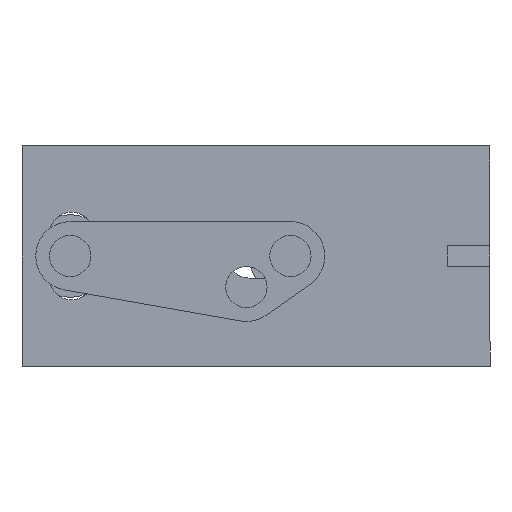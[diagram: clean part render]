
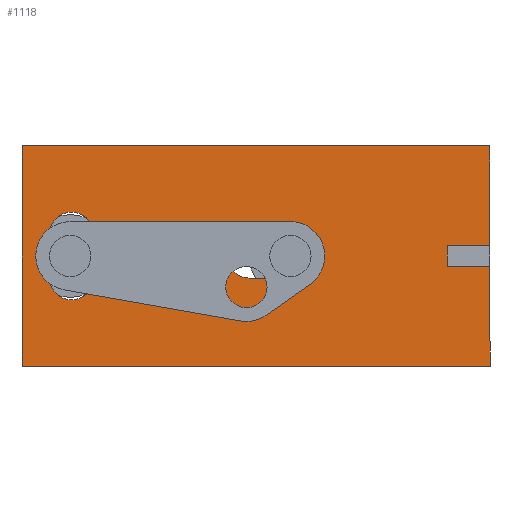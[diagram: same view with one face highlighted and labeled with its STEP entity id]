
A CAD part, left-side view. The second image highlights one B-rep face of the part: STEP entity #1118.
In plain terms, the highlighted face is planar.
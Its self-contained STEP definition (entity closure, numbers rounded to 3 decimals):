
#88=LINE($,#1786,#188);
#92=LINE($,#1794,#192);
#115=LINE($,#1854,#215);
#119=LINE($,#1863,#219);
#120=LINE($,#1867,#220);
#122=LINE($,#1871,#222);
#124=LINE($,#1874,#224);
#125=LINE($,#1875,#225);
#126=LINE($,#1888,#226);
#127=LINE($,#1891,#227);
#188=VECTOR($,#1452,7.25);
#192=VECTOR($,#1456,7.25);
#215=VECTOR($,#1513,34.);
#219=VECTOR($,#1525,34.);
#220=VECTOR($,#1530,3.103);
#222=VECTOR($,#1534,3.103);
#224=VECTOR($,#1538,1.5);
#225=VECTOR($,#1539,16.);
#226=VECTOR($,#1550,3.);
#227=VECTOR($,#1553,3.);
#272=PLANE($,#1232);
#298=FACE_BOUND($,#433,.T.);
#299=FACE_BOUND($,#434,.T.);
#350=FACE_OUTER_BOUND($,#432,.T.);
#432=EDGE_LOOP($,(#993,#994,#995,#996,#997,#998,#999,#1000));
#433=EDGE_LOOP($,(#1001,#1002,#1003,#1004));
#434=EDGE_LOOP($,(#1005,#1006,#1007,#1008));
#489=CIRCLE($,#1233,1.6);
#490=CIRCLE($,#1234,14.6);
#491=CIRCLE($,#1235,1.6);
#492=CIRCLE($,#1236,11.4);
#493=CIRCLE($,#1237,1.6);
#494=CIRCLE($,#1238,1.6);
#562=VERTEX_POINT($,#1784);
#563=VERTEX_POINT($,#1785);
#566=VERTEX_POINT($,#1791);
#567=VERTEX_POINT($,#1793);
#587=VERTEX_POINT($,#1853);
#588=VERTEX_POINT($,#1861);
#589=VERTEX_POINT($,#1866);
#590=VERTEX_POINT($,#1870);
#591=VERTEX_POINT($,#1876);
#592=VERTEX_POINT($,#1877);
#593=VERTEX_POINT($,#1879);
#594=VERTEX_POINT($,#1881);
#595=VERTEX_POINT($,#1884);
#596=VERTEX_POINT($,#1885);
#597=VERTEX_POINT($,#1887);
#598=VERTEX_POINT($,#1889);
#686=EDGE_CURVE($,#562,#563,#88,.T.);
#690=EDGE_CURVE($,#567,#566,#92,.T.);
#722=EDGE_CURVE($,#567,#587,#115,.T.);
#726=EDGE_CURVE($,#563,#588,#119,.T.);
#727=EDGE_CURVE($,#562,#589,#120,.T.);
#729=EDGE_CURVE($,#566,#590,#122,.T.);
#731=EDGE_CURVE($,#589,#590,#124,.T.);
#732=EDGE_CURVE($,#587,#588,#125,.T.);
#733=EDGE_CURVE($,#591,#592,#489,.T.);
#734=EDGE_CURVE($,#593,#591,#490,.T.);
#735=EDGE_CURVE($,#594,#593,#491,.T.);
#736=EDGE_CURVE($,#592,#594,#492,.T.);
#737=EDGE_CURVE($,#595,#596,#493,.T.);
#738=EDGE_CURVE($,#597,#595,#126,.T.);
#739=EDGE_CURVE($,#598,#597,#494,.T.);
#740=EDGE_CURVE($,#596,#598,#127,.T.);
#993=ORIENTED_EDGE($,*,*,#731,.F.);
#994=ORIENTED_EDGE($,*,*,#727,.F.);
#995=ORIENTED_EDGE($,*,*,#686,.T.);
#996=ORIENTED_EDGE($,*,*,#726,.T.);
#997=ORIENTED_EDGE($,*,*,#732,.F.);
#998=ORIENTED_EDGE($,*,*,#722,.F.);
#999=ORIENTED_EDGE($,*,*,#690,.T.);
#1000=ORIENTED_EDGE($,*,*,#729,.T.);
#1001=ORIENTED_EDGE($,*,*,#733,.F.);
#1002=ORIENTED_EDGE($,*,*,#734,.F.);
#1003=ORIENTED_EDGE($,*,*,#735,.F.);
#1004=ORIENTED_EDGE($,*,*,#736,.F.);
#1005=ORIENTED_EDGE($,*,*,#737,.F.);
#1006=ORIENTED_EDGE($,*,*,#738,.F.);
#1007=ORIENTED_EDGE($,*,*,#739,.F.);
#1008=ORIENTED_EDGE($,*,*,#740,.F.);
#1118=ADVANCED_FACE($,(#350,#298,#299),#272,.F.);
#1232=AXIS2_PLACEMENT_3D($,#1873,#1536,#1537);
#1233=AXIS2_PLACEMENT_3D($,#1878,#1540,#1541);
#1234=AXIS2_PLACEMENT_3D($,#1880,#1542,#1543);
#1235=AXIS2_PLACEMENT_3D($,#1882,#1544,#1545);
#1236=AXIS2_PLACEMENT_3D($,#1883,#1546,#1547);
#1237=AXIS2_PLACEMENT_3D($,#1886,#1548,#1549);
#1238=AXIS2_PLACEMENT_3D($,#1890,#1551,#1552);
#1452=DIRECTION($,(0.,0.,-1.));
#1456=DIRECTION($,(0.,0.,-1.));
#1513=DIRECTION($,(0.,1.,0.));
#1525=DIRECTION($,(0.,1.,0.));
#1530=DIRECTION($,(0.,1.,0.));
#1534=DIRECTION($,(0.,1.,0.));
#1536=DIRECTION('center_axis',(-1.,0.,0.));
#1537=DIRECTION('ref_axis',(0.,-1.,0.));
#1538=DIRECTION($,(0.,0.,1.));
#1539=DIRECTION($,(0.,0.,-1.));
#1540=DIRECTION('center_axis',(1.,0.,0.));
#1541=DIRECTION('ref_axis',(0.,0.,
-1.));
#1542=DIRECTION('center_axis',(1.,0.,0.));
#1543=DIRECTION('ref_axis',(0.,0.,
-1.));
#1544=DIRECTION('center_axis',(1.,0.,0.));
#1545=DIRECTION('ref_axis',(0.,0.,
-1.));
#1546=DIRECTION('center_axis',(-1.,0.,0.));
#1547=DIRECTION('ref_axis',(0.,0.,
-1.));
#1548=DIRECTION('center_axis',(1.,0.,0.));
#1549=DIRECTION('ref_axis',(0.,-1.,0.));
#1550=DIRECTION($,(0.,-1.,0.));
#1551=DIRECTION('center_axis',(1.,0.,0.));
#1552=DIRECTION('ref_axis',(0.,-1.,0.));
#1553=DIRECTION($,(0.,1.,0.));
#1784=CARTESIAN_POINT('',(0.,0.,-0.75));
#1785=CARTESIAN_POINT('',(0.,0.,-8.));
#1786=CARTESIAN_POINT($,(0.,0.,
8.));
#1791=CARTESIAN_POINT('',(0.,0.,
0.75));
#1793=CARTESIAN_POINT('',(0.,0.,
8.));
#1794=CARTESIAN_POINT($,(0.,0.,
8.));
#1853=CARTESIAN_POINT('',(0.,34.,8.));
#1854=CARTESIAN_POINT($,(0.,0.,
8.));
#1861=CARTESIAN_POINT('',(0.,34.,-8.));
#1863=CARTESIAN_POINT($,(0.,0.,-8.));
#1866=CARTESIAN_POINT('',(0.,3.103,-0.75));
#1867=CARTESIAN_POINT($,(0.,0.,-0.75));
#1870=CARTESIAN_POINT('',(0.,3.103,0.75));
#1871=CARTESIAN_POINT($,(0.,0.,
0.75));
#1873=CARTESIAN_POINT('Origin',(0.,0.,
8.));
#1874=CARTESIAN_POINT($,(0.,3.103,-0.75));
#1875=CARTESIAN_POINT($,(0.,34.,8.));
#1876=CARTESIAN_POINT('',(0.,31.991,1.779));
#1877=CARTESIAN_POINT('',(0.,28.815,1.389));
#1878=CARTESIAN_POINT('Origin',(0.,30.403,
1.584));
#1879=CARTESIAN_POINT('',(0.,31.991,-1.779));
#1880=CARTESIAN_POINT('Origin',(0.,17.5,
0.));
#1881=CARTESIAN_POINT('',(0.,28.815,-1.389));
#1882=CARTESIAN_POINT('Origin',(0.,30.403,
-1.584));
#1883=CARTESIAN_POINT('Origin',(0.,17.5,
0.));
#1884=CARTESIAN_POINT('',(0.,14.5,1.6));
#1885=CARTESIAN_POINT('',(0.,14.5,-1.6));
#1886=CARTESIAN_POINT('Origin',(0.,14.5,
0.));
#1887=CARTESIAN_POINT('',(0.,17.5,1.6));
#1888=CARTESIAN_POINT($,(0.,19.1,1.6));
#1889=CARTESIAN_POINT('',(0.,17.5,-1.6));
#1890=CARTESIAN_POINT('Origin',(0.,17.5,
0.));
#1891=CARTESIAN_POINT($,(0.,19.1,-1.6));
